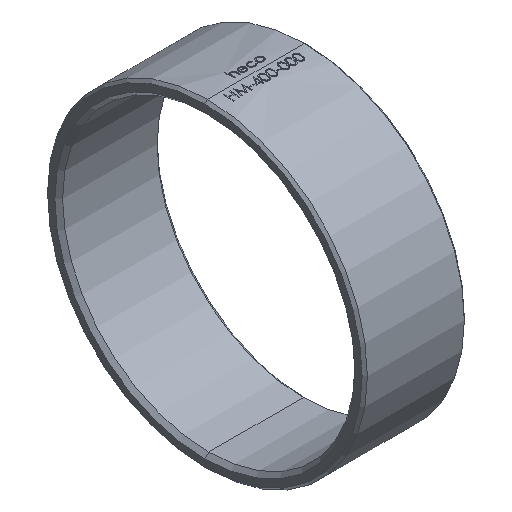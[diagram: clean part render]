
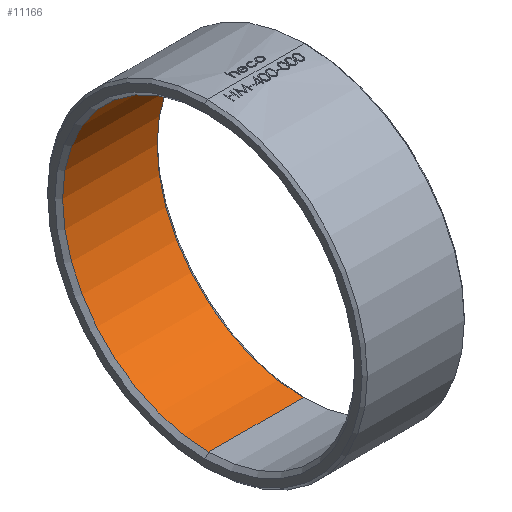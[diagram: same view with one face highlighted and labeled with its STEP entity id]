
A CAD part, isometric view. The second image highlights one B-rep face of the part: STEP entity #11166.
In plain terms, the highlighted cylindrical face has radius 55.775 mm (diameter 111.55 mm), a partial arc.
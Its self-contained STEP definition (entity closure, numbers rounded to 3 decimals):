
#698 = DIRECTION ( 'NONE',  ( -1., 0., 0. ) ) ;
#1041 = DIRECTION ( 'NONE',  ( -1., 0., 0. ) ) ;
#1798 = LINE ( 'NONE', #15785, #10558 ) ;
#3438 = EDGE_CURVE ( 'NONE', #11507, #10179, #11850, .T. ) ;
#3841 = FACE_OUTER_BOUND ( 'NONE', #17261, .T. ) ;
#4015 = VERTEX_POINT ( 'NONE', #10959 ) ;
#4318 = CIRCLE ( 'NONE', #5449, 55.775 ) ;
#4379 = AXIS2_PLACEMENT_3D ( 'NONE', #7154, #19194, #15635 ) ;
#5178 = EDGE_CURVE ( 'NONE', #4015, #10179, #4318, .T. ) ;
#5339 = AXIS2_PLACEMENT_3D ( 'NONE', #7727, #698, #6039 ) ;
#5449 = AXIS2_PLACEMENT_3D ( 'NONE', #22040, #1041, #21821 ) ;
#5815 = VERTEX_POINT ( 'NONE', #11554 ) ;
#6039 = DIRECTION ( 'NONE',  ( 0., 0., 1. ) ) ;
#7154 = CARTESIAN_POINT ( 'NONE',  ( 37.52, 0., 0. ) ) ;
#7677 = ORIENTED_EDGE ( 'NONE', *, *, #3438, .F. ) ;
#7727 = CARTESIAN_POINT ( 'NONE',  ( 39.001, 0., 0. ) ) ;
#8229 = DIRECTION ( 'NONE',  ( -1., 0., 0. ) ) ;
#8834 = DIRECTION ( 'NONE',  ( -1., 0., 0. ) ) ;
#10179 = VERTEX_POINT ( 'NONE', #15058 ) ;
#10558 = VECTOR ( 'NONE', #8834, 1000. ) ;
#10959 = CARTESIAN_POINT ( 'NONE',  ( 1.48, 0., 55.775 ) ) ;
#11166 = ADVANCED_FACE ( 'NONE', ( #3841 ), #22147, .F. ) ;
#11507 = VERTEX_POINT ( 'NONE', #22576 ) ;
#11523 = ORIENTED_EDGE ( 'NONE', *, *, #5178, .T. ) ;
#11554 = CARTESIAN_POINT ( 'NONE',  ( 37.52, 0., 55.775 ) ) ;
#11850 = LINE ( 'NONE', #18653, #18410 ) ;
#13869 = ORIENTED_EDGE ( 'NONE', *, *, #16821, .T. ) ;
#15010 = ORIENTED_EDGE ( 'NONE', *, *, #19646, .T. ) ;
#15058 = CARTESIAN_POINT ( 'NONE',  ( 1.48, 0., -55.775 ) ) ;
#15635 = DIRECTION ( 'NONE',  ( 0., 0., -1. ) ) ;
#15785 = CARTESIAN_POINT ( 'NONE',  ( 39.001, 0., 55.775 ) ) ;
#16821 = EDGE_CURVE ( 'NONE', #5815, #4015, #1798, .T. ) ;
#17005 = CIRCLE ( 'NONE', #4379, 55.775 ) ;
#17261 = EDGE_LOOP ( 'NONE', ( #7677, #15010, #13869, #11523 ) ) ;
#18410 = VECTOR ( 'NONE', #8229, 1000. ) ;
#18653 = CARTESIAN_POINT ( 'NONE',  ( 39.001, 0., -55.775 ) ) ;
#19194 = DIRECTION ( 'NONE',  ( 1., 0., 0. ) ) ;
#19646 = EDGE_CURVE ( 'NONE', #11507, #5815, #17005, .T. ) ;
#21821 = DIRECTION ( 'NONE',  ( 0., 0., -1. ) ) ;
#22040 = CARTESIAN_POINT ( 'NONE',  ( 1.48, 0., 0. ) ) ;
#22147 = CYLINDRICAL_SURFACE ( 'NONE', #5339, 55.775 ) ;
#22576 = CARTESIAN_POINT ( 'NONE',  ( 37.52, 0., -55.775 ) ) ;
